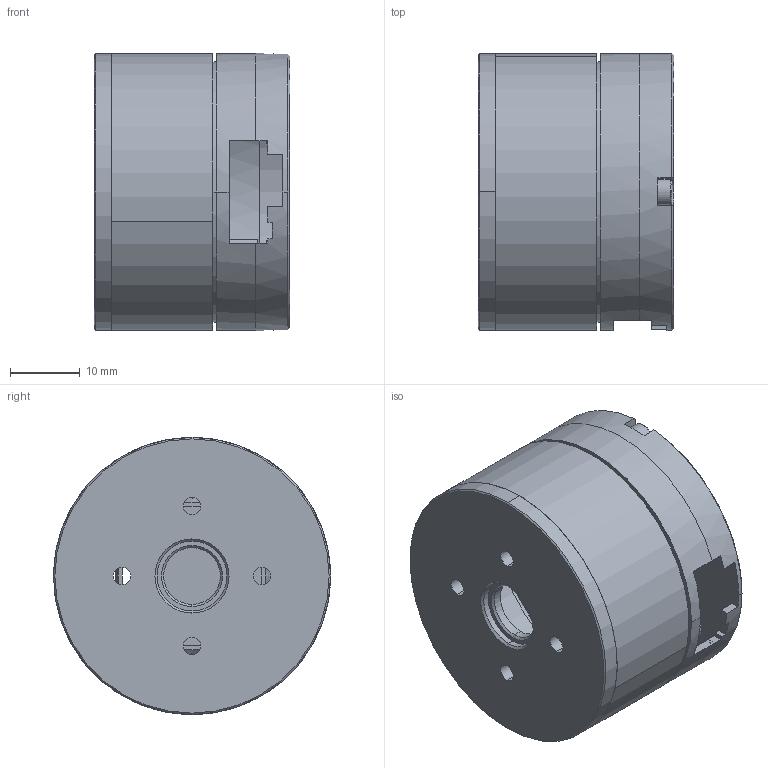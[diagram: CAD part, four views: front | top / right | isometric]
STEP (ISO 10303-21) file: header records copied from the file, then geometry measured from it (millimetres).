
FILE_DESCRIPTION (( 'STEP AP214' ), '1' );
FILE_NAME ('RMD-L-4010.STEP', '2019-11-14T01:11:41', ( '' ), ( '' ), 'SwSTEP 2.0', 'SolidWorks 2012', '' );
FILE_SCHEMA (( 'AUTOMOTIVE_DESIGN' ));
Length unit declared in the file: millimetre
Products named in the file (1): RMD-L-4010
Bounding box: 28 x 39.6 x 39.6 mm (x, y, z)
Volume: 9217.2 mm3; surface area: 15241.1 mm2
Topology: 8 solids, 10 shells, 303 faces, 767 edges, 490 vertices
Faces by surface type: cylinder 139, plane 117, cone 39, torus 4, bspline 2, sphere 2
Entity records: 12664 total; most frequent: CARTESIAN_POINT 1707, DIRECTION 1692, ORIENTED_EDGE 1494, EDGE_CURVE 747, AXIS2_PLACEMENT_3D 679, VERTEX_POINT 490, CIRCLE 377, EDGE_LOOP 361
